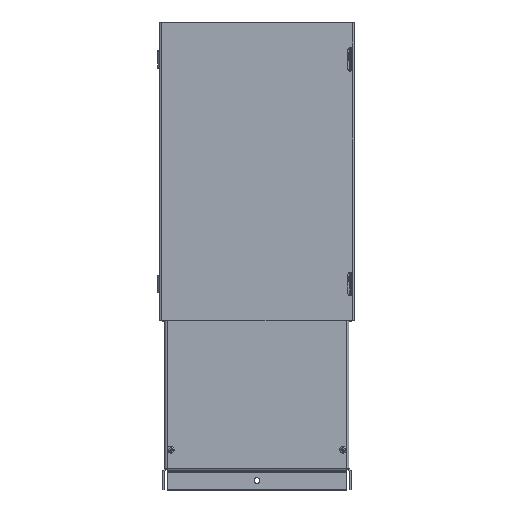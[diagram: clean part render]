
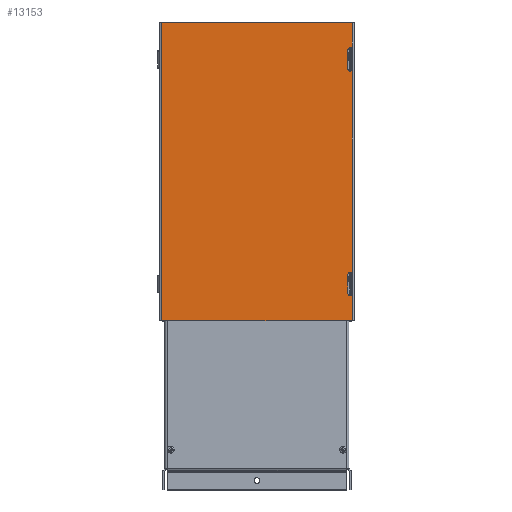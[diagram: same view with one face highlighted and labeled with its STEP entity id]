
A CAD part, top view. The second image highlights one B-rep face of the part: STEP entity #13153.
In plain terms, the highlighted planar face has unit normal (0, 0, 1).
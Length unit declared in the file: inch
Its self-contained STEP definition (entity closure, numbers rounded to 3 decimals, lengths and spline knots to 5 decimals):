
#31 = CARTESIAN_POINT ( 'NONE',  ( 4.864, -5.5, 8.0725 ) ) ;
#35 = LINE ( 'NONE', #6700, #2066 ) ;
#49 = AXIS2_PLACEMENT_3D ( 'NONE', #7150, #12607, #16677 ) ;
#246 = EDGE_CURVE ( 'NONE', #5542, #16424, #3983, .T. ) ;
#366 = VECTOR ( 'NONE', #15166, 39.37008 ) ;
#769 = LINE ( 'NONE', #15705, #10502 ) ;
#779 = VERTEX_POINT ( 'NONE', #31 ) ;
#867 = ORIENTED_EDGE ( 'NONE', *, *, #16506, .F. ) ;
#1075 = LINE ( 'NONE', #1162, #15596 ) ;
#1162 = CARTESIAN_POINT ( 'NONE',  ( 5.104, -7.96875, 8.0725 ) ) ;
#1560 = CIRCLE ( 'NONE', #4658, 0.125 ) ;
#1594 = CARTESIAN_POINT ( 'NONE',  ( 4.989, -5.5, 8.0725 ) ) ;
#1742 = CARTESIAN_POINT ( 'NONE',  ( 4.864, -7.96875, 8.0725 ) ) ;
#2066 = VECTOR ( 'NONE', #13396, 39.37008 ) ;
#2116 = CARTESIAN_POINT ( 'NONE',  ( 4.864, 6.5, 8.0725 ) ) ;
#2295 = ORIENTED_EDGE ( 'NONE', *, *, #14139, .T. ) ;
#2437 = DIRECTION ( 'NONE',  ( 0., 1., 0. ) ) ;
#2705 = VERTEX_POINT ( 'NONE', #2708 ) ;
#2708 = CARTESIAN_POINT ( 'NONE',  ( 5.104, -5.45101, 8.0725 ) ) ;
#2826 = ORIENTED_EDGE ( 'NONE', *, *, #2982, .T. ) ;
#2982 = EDGE_CURVE ( 'NONE', #2705, #8161, #7681, .T. ) ;
#3323 = AXIS2_PLACEMENT_3D ( 'NONE', #1594, #5845, #5572 ) ;
#3948 = VECTOR ( 'NONE', #12442, 39.37008 ) ;
#3983 = CIRCLE ( 'NONE', #4848, 0.125 ) ;
#4065 = DIRECTION ( 'NONE',  ( 0., 1., 0. ) ) ;
#4172 = ORIENTED_EDGE ( 'NONE', *, *, #10532, .T. ) ;
#4304 = ORIENTED_EDGE ( 'NONE', *, *, #8459, .T. ) ;
#4314 = EDGE_CURVE ( 'NONE', #6553, #5446, #7002, .T. ) ;
#4658 = AXIS2_PLACEMENT_3D ( 'NONE', #12352, #11094, #9859 ) ;
#4677 = CARTESIAN_POINT ( 'NONE',  ( 5.104, -7.96875, 8.0725 ) ) ;
#4748 = ORIENTED_EDGE ( 'NONE', *, *, #4314, .F. ) ;
#4848 = AXIS2_PLACEMENT_3D ( 'NONE', #16628, #12646, #9870 ) ;
#5097 = VECTOR ( 'NONE', #12958, 39.37008 ) ;
#5205 = ORIENTED_EDGE ( 'NONE', *, *, #14506, .T. ) ;
#5288 = CARTESIAN_POINT ( 'NONE',  ( 4.864, 5.5, 8.0725 ) ) ;
#5446 = VERTEX_POINT ( 'NONE', #11545 ) ;
#5542 = VERTEX_POINT ( 'NONE', #2116 ) ;
#5572 = DIRECTION ( 'NONE',  ( 1., 0., 0. ) ) ;
#5845 = DIRECTION ( 'NONE',  ( 0., 0., -1. ) ) ;
#5995 = CARTESIAN_POINT ( 'NONE',  ( 5.104, 5.45101, 8.0725 ) ) ;
#6224 = CIRCLE ( 'NONE', #12196, 0.125 ) ;
#6376 = EDGE_CURVE ( 'NONE', #779, #2705, #8725, .T. ) ;
#6553 = VERTEX_POINT ( 'NONE', #4677 ) ;
#6576 = VERTEX_POINT ( 'NONE', #5288 ) ;
#6639 = DIRECTION ( 'NONE',  ( 0., 0., -1. ) ) ;
#6700 = CARTESIAN_POINT ( 'NONE',  ( 5.104, -7.96875, 8.0725 ) ) ;
#6870 = DIRECTION ( 'NONE',  ( 0., -1., 0. ) ) ;
#7002 = LINE ( 'NONE', #10930, #3948 ) ;
#7150 = CARTESIAN_POINT ( 'NONE',  ( 5.104, -7.96875, 8.0725 ) ) ;
#7410 = EDGE_LOOP ( 'NONE', ( #4748, #7581, #5205, #4172, #10438, #2826, #10985, #12100, #16985, #2295, #867, #4304 ) ) ;
#7581 = ORIENTED_EDGE ( 'NONE', *, *, #8436, .T. ) ;
#7681 = LINE ( 'NONE', #7776, #5097 ) ;
#7776 = CARTESIAN_POINT ( 'NONE',  ( 5.104, -7.96875, 8.0725 ) ) ;
#8161 = VERTEX_POINT ( 'NONE', #5995 ) ;
#8168 = CARTESIAN_POINT ( 'NONE',  ( -5.104, 7.96875, 8.0725 ) ) ;
#8436 = EDGE_CURVE ( 'NONE', #6553, #10029, #35, .T. ) ;
#8459 = EDGE_CURVE ( 'NONE', #10983, #5446, #10712, .T. ) ;
#8478 = PLANE ( 'NONE',  #49 ) ;
#8725 = CIRCLE ( 'NONE', #3323, 0.125 ) ;
#9489 = CARTESIAN_POINT ( 'NONE',  ( 5.104, 6.54899, 8.0725 ) ) ;
#9859 = DIRECTION ( 'NONE',  ( 1., 0., 0. ) ) ;
#9870 = DIRECTION ( 'NONE',  ( 1., 0., 0. ) ) ;
#10029 = VERTEX_POINT ( 'NONE', #15785 ) ;
#10438 = ORIENTED_EDGE ( 'NONE', *, *, #6376, .T. ) ;
#10502 = VECTOR ( 'NONE', #2437, 39.37008 ) ;
#10532 = EDGE_CURVE ( 'NONE', #15165, #779, #12320, .T. ) ;
#10712 = LINE ( 'NONE', #17488, #11155 ) ;
#10909 = DIRECTION ( 'NONE',  ( 1., 0., 0. ) ) ;
#10930 = CARTESIAN_POINT ( 'NONE',  ( -5.104, -7.96875, 8.0725 ) ) ;
#10983 = VERTEX_POINT ( 'NONE', #8168 ) ;
#10985 = ORIENTED_EDGE ( 'NONE', *, *, #12527, .T. ) ;
#11094 = DIRECTION ( 'NONE',  ( 0., 0., -1. ) ) ;
#11155 = VECTOR ( 'NONE', #6870, 39.37008 ) ;
#11545 = CARTESIAN_POINT ( 'NONE',  ( -5.104, -7.96875, 8.0725 ) ) ;
#11711 = DIRECTION ( 'NONE',  ( 1., 0., 0. ) ) ;
#11898 = CARTESIAN_POINT ( 'NONE',  ( 4.989, -6.5, 8.0725 ) ) ;
#12100 = ORIENTED_EDGE ( 'NONE', *, *, #14985, .T. ) ;
#12196 = AXIS2_PLACEMENT_3D ( 'NONE', #11898, #6639, #10909 ) ;
#12320 = LINE ( 'NONE', #1742, #366 ) ;
#12352 = CARTESIAN_POINT ( 'NONE',  ( 4.989, 5.5, 8.0725 ) ) ;
#12442 = DIRECTION ( 'NONE',  ( -1., 0., 0. ) ) ;
#12527 = EDGE_CURVE ( 'NONE', #8161, #6576, #1560, .T. ) ;
#12607 = DIRECTION ( 'NONE',  ( 0., 0., 1. ) ) ;
#12646 = DIRECTION ( 'NONE',  ( 0., 0., -1. ) ) ;
#12692 = FACE_OUTER_BOUND ( 'NONE', #7410, .T. ) ;
#12794 = LINE ( 'NONE', #12967, #15086 ) ;
#12958 = DIRECTION ( 'NONE',  ( 0., 1., 0. ) ) ;
#12967 = CARTESIAN_POINT ( 'NONE',  ( 5.104, 7.96875, 8.0725 ) ) ;
#13032 = CARTESIAN_POINT ( 'NONE',  ( 5.104, 7.96875, 8.0725 ) ) ;
#13153 = ADVANCED_FACE ( 'NONE', ( #12692 ), #8478, .T. ) ;
#13396 = DIRECTION ( 'NONE',  ( 0., 1., 0. ) ) ;
#14139 = EDGE_CURVE ( 'NONE', #16424, #16847, #1075, .T. ) ;
#14506 = EDGE_CURVE ( 'NONE', #10029, #15165, #6224, .T. ) ;
#14985 = EDGE_CURVE ( 'NONE', #6576, #5542, #769, .T. ) ;
#15086 = VECTOR ( 'NONE', #11711, 39.37008 ) ;
#15165 = VERTEX_POINT ( 'NONE', #16390 ) ;
#15166 = DIRECTION ( 'NONE',  ( 0., 1., 0. ) ) ;
#15596 = VECTOR ( 'NONE', #4065, 39.37008 ) ;
#15705 = CARTESIAN_POINT ( 'NONE',  ( 4.864, -7.96875, 8.0725 ) ) ;
#15785 = CARTESIAN_POINT ( 'NONE',  ( 5.104, -6.54899, 8.0725 ) ) ;
#16390 = CARTESIAN_POINT ( 'NONE',  ( 4.864, -6.5, 8.0725 ) ) ;
#16424 = VERTEX_POINT ( 'NONE', #9489 ) ;
#16506 = EDGE_CURVE ( 'NONE', #10983, #16847, #12794, .T. ) ;
#16628 = CARTESIAN_POINT ( 'NONE',  ( 4.989, 6.5, 8.0725 ) ) ;
#16677 = DIRECTION ( 'NONE',  ( 1., 0., 0. ) ) ;
#16847 = VERTEX_POINT ( 'NONE', #13032 ) ;
#16985 = ORIENTED_EDGE ( 'NONE', *, *, #246, .T. ) ;
#17488 = CARTESIAN_POINT ( 'NONE',  ( -5.104, -7.96875, 8.0725 ) ) ;
